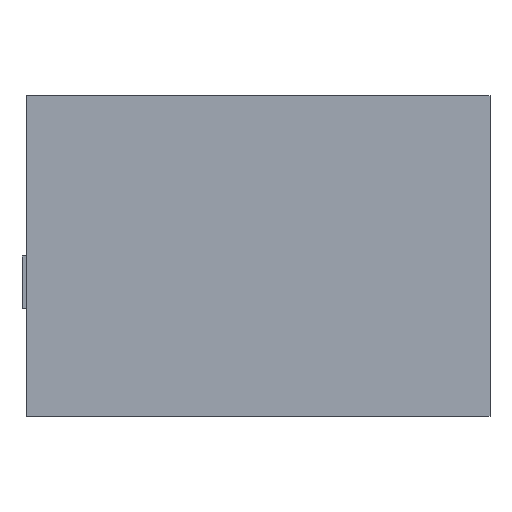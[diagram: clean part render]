
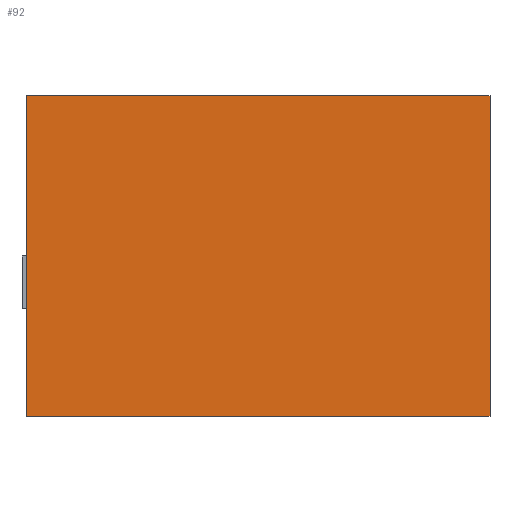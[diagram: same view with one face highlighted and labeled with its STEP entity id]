
A CAD part, front view. The second image highlights one B-rep face of the part: STEP entity #92.
In plain terms, the highlighted planar face has unit normal (0, -1, 0).
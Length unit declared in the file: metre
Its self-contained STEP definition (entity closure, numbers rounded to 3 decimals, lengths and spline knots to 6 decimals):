
#92 = ADVANCED_FACE( '', ( #212 ), #213, .F. );
#212 = FACE_OUTER_BOUND( '', #359, .T. );
#213 = PLANE( '', #360 );
#359 = EDGE_LOOP( '', ( #574, #575, #576, #577 ) );
#360 = AXIS2_PLACEMENT_3D( '', #578, #579, #580 );
#574 = ORIENTED_EDGE( '', *, *, #966, .T. );
#575 = ORIENTED_EDGE( '', *, *, #967, .F. );
#576 = ORIENTED_EDGE( '', *, *, #946, .T. );
#577 = ORIENTED_EDGE( '', *, *, #903, .T. );
#578 = CARTESIAN_POINT( '', ( 0.15, -0.005, -0.12461 ) );
#579 = DIRECTION( '', ( 0., 1., 0. ) );
#580 = DIRECTION( '', ( -1., 0., 0. ) );
#903 = EDGE_CURVE( '', #1070, #1074, #1076, .T. );
#946 = EDGE_CURVE( '', #1148, #1070, #1151, .T. );
#966 = EDGE_CURVE( '', #1074, #1183, #1184, .T. );
#967 = EDGE_CURVE( '', #1148, #1183, #1185, .T. );
#1070 = VERTEX_POINT( '', #1320 );
#1074 = VERTEX_POINT( '', #1326 );
#1076 = LINE( '', #1329, #1330 );
#1148 = VERTEX_POINT( '', #1436 );
#1151 = LINE( '', #1441, #1442 );
#1183 = VERTEX_POINT( '', #1488 );
#1184 = LINE( '', #1489, #1490 );
#1185 = LINE( '', #1491, #1492 );
#1320 = CARTESIAN_POINT( '', ( 0.23, -0.005, -0.18 ) );
#1326 = CARTESIAN_POINT( '', ( 0.23, -0.005, -0.06922 ) );
#1329 = CARTESIAN_POINT( '', ( 0.23, -0.005, -0.09 ) );
#1330 = VECTOR( '', #1698, 1. );
#1436 = CARTESIAN_POINT( '', ( 0.07, -0.005, -0.18 ) );
#1441 = CARTESIAN_POINT( '', ( 0.115, -0.005, -0.18 ) );
#1442 = VECTOR( '', #1735, 1. );
#1488 = CARTESIAN_POINT( '', ( 0.07, -0.005, -0.06922 ) );
#1489 = CARTESIAN_POINT( '', ( 0.15, -0.005, -0.06922 ) );
#1490 = VECTOR( '', #1750, 1. );
#1491 = CARTESIAN_POINT( '', ( 0.07, -0.005, -0.12461 ) );
#1492 = VECTOR( '', #1751, 1. );
#1698 = DIRECTION( '', ( 0., 0., 1. ) );
#1735 = DIRECTION( '', ( 1., 0., 0. ) );
#1750 = DIRECTION( '', ( -1., 0., 0. ) );
#1751 = DIRECTION( '', ( 0., 0., 1. ) );
